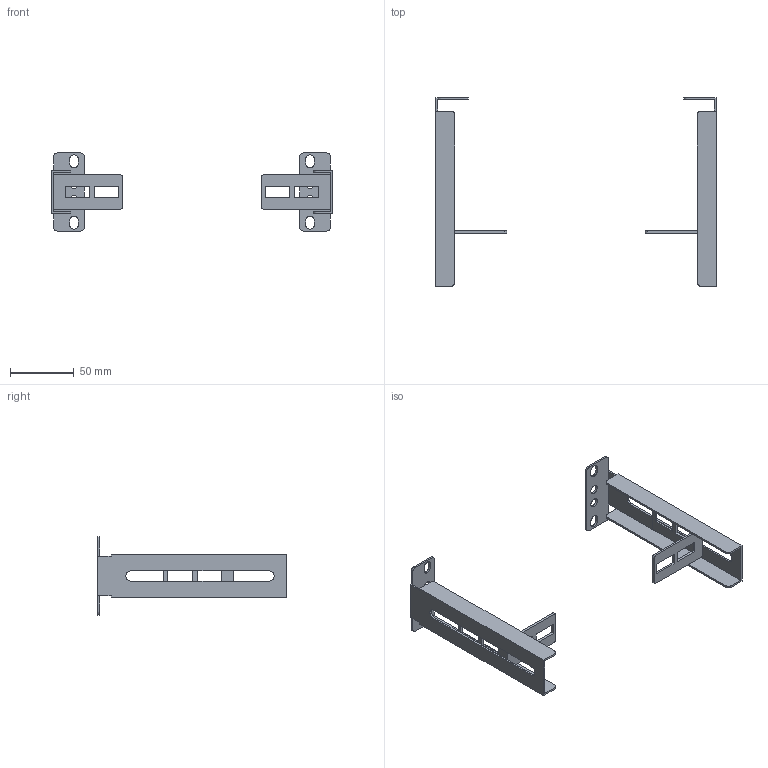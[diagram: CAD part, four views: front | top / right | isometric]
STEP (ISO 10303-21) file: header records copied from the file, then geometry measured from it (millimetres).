
FILE_DESCRIPTION (( 'STEP AP214' ), '1' );
FILE_NAME ('SGK150.STEP', '2025-05-14T20:44:57', ( '' ), ( '' ), 'SwSTEP 2.0', 'SolidWorks 2024', '' );
FILE_SCHEMA (( 'AUTOMOTIVE_DESIGN' ));
Length unit declared in the file: inch
Products named in the file (1): SGK150
Bounding box: 219.45 x 147.5 x 61 mm (x, y, z)
Volume: 35760.8 mm3; surface area: 49295.3 mm2
Topology: 4 solids, 4 shells, 140 faces, 392 edges, 260 vertices
Faces by surface type: plane 100, cylinder 40
Full cylindrical faces by diameter (mm): 7 x4
Entity records: 4560 total; most frequent: CARTESIAN_POINT 781, ORIENTED_EDGE 768, DIRECTION 746, EDGE_CURVE 384, VECTOR 304, LINE 304, VERTEX_POINT 256, AXIS2_PLACEMENT_3D 221
